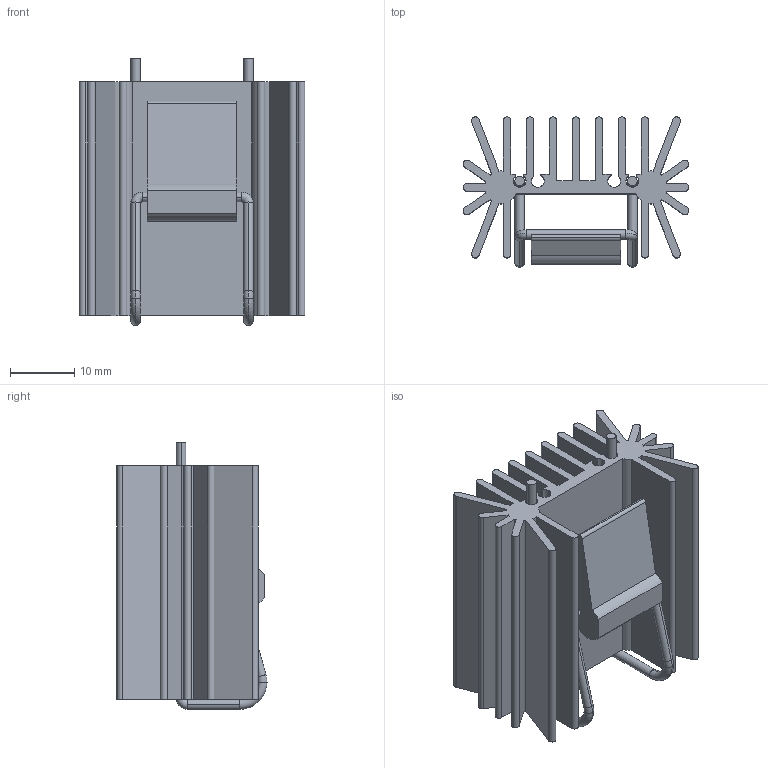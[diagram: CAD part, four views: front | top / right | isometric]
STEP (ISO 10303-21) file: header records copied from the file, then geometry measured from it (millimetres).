
FILE_DESCRIPTION (( 'STEP AP214' ), '1' );
FILE_NAME ('R2A-CT4-38E.STEP', '2018-07-24T21:00:24', ( '' ), ( '' ), 'SwSTEP 2.0', 'SolidWorks 2017', '' );
FILE_SCHEMA (( 'AUTOMOTIVE_DESIGN' ));
Length unit declared in the file: millimetre
Products named in the file (1): R2A-CT4-38E
Bounding box: 35.2 x 23.4 x 41.6 mm (x, y, z)
Volume: 9995.2 mm3; surface area: 15106.1 mm2
Topology: 3 solids, 3 shells, 148 faces, 418 edges, 276 vertices
Faces by surface type: cylinder 69, plane 63, torus 16
Entity records: 4908 total; most frequent: DIRECTION 894, CARTESIAN_POINT 843, ORIENTED_EDGE 836, EDGE_CURVE 418, AXIS2_PLACEMENT_3D 327, VERTEX_POINT 276, VECTOR 240, LINE 240
